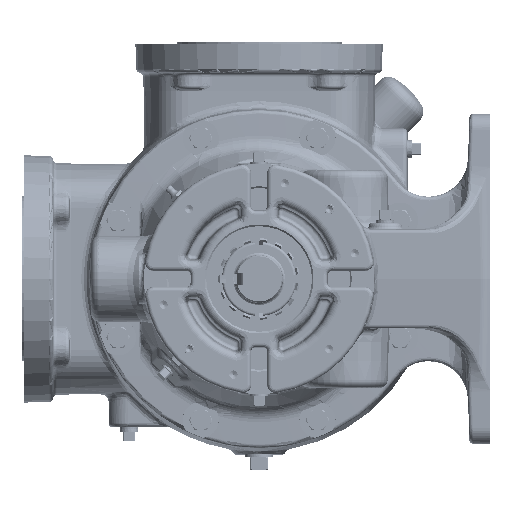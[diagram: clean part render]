
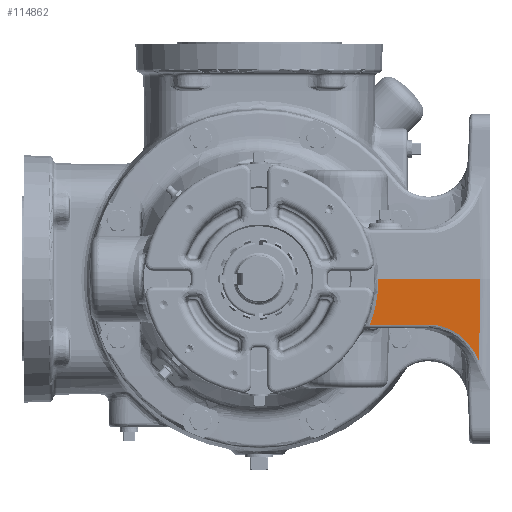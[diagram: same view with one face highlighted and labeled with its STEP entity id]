
A CAD part, left-side view. The second image highlights one B-rep face of the part: STEP entity #114862.
In plain terms, the highlighted planar face has unit normal (-0.642, -0.766, -0.035).
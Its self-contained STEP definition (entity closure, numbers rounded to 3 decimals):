
#5 =( BOUNDED_CURVE ( )  B_SPLINE_CURVE ( 3, ( #227763, #347827, #378874, #78406 ),
 .UNSPECIFIED., .F., .F. ) 
 B_SPLINE_CURVE_WITH_KNOTS ( ( 4, 4 ),
 ( 1.625, 2.7 ),
 .UNSPECIFIED. ) 
 CURVE ( )  GEOMETRIC_REPRESENTATION_ITEM ( )  RATIONAL_B_SPLINE_CURVE ( ( 1., 0.906, 0.906, 1. ) ) 
 REPRESENTATION_ITEM ( '' )  );
#781 = LINE ( 'NONE', #355551, #61624 ) ;
#3959 = ORIENTED_EDGE ( 'NONE', *, *, #300949, .T. ) ;
#7090 = ORIENTED_EDGE ( 'NONE', *, *, #352244, .T. ) ;
#39473 = ORIENTED_EDGE ( 'NONE', *, *, #147977, .F. ) ;
#54287 = CARTESIAN_POINT ( 'NONE',  ( -244.95, -91.824, -12.04 ) ) ;
#54615 = DIRECTION ( 'NONE',  ( -0.642, -0.766, -0.035 ) ) ;
#61624 = VECTOR ( 'NONE', #89988, 1000. ) ;
#66560 = DIRECTION ( 'NONE',  ( 0.766, -0.643, 0. ) ) ;
#67540 = CARTESIAN_POINT ( 'NONE',  ( -149.757, -169.359, -63.389 ) ) ;
#78406 = CARTESIAN_POINT ( 'NONE',  ( -149.757, -169.359, -63.389 ) ) ;
#82823 =( BOUNDED_CURVE ( )  B_SPLINE_CURVE ( 3, ( #274670, #54287, #127259, #245577 ),
 .UNSPECIFIED., .F., .F. ) 
 B_SPLINE_CURVE_WITH_KNOTS ( ( 4, 4 ),
 ( 3.1, 3.454 ),
 .UNSPECIFIED. ) 
 CURVE ( )  GEOMETRIC_REPRESENTATION_ITEM ( )  RATIONAL_B_SPLINE_CURVE ( ( 1., 0.99, 0.99, 1. ) ) 
 REPRESENTATION_ITEM ( '' )  );
#89988 = DIRECTION ( 'NONE',  ( -0.035, -0.016, 0.999 ) ) ;
#114862 = ADVANCED_FACE ( 'Defeatured_0_1754', ( #227319 ), #318345, .T. ) ;
#122541 = VERTEX_POINT ( 'NONE', #282449 ) ;
#127259 = CARTESIAN_POINT ( 'NONE',  ( -246.892, -89.654, -23.882 ) ) ;
#127837 = CARTESIAN_POINT ( 'NONE',  ( -245.542, -91.876, 0. ) ) ;
#143604 = DIRECTION ( 'NONE',  ( 0.766, -0.643, 0. ) ) ;
#147977 = EDGE_CURVE ( 'NONE', #264335, #122541, #296673, .T. ) ;
#148650 = CARTESIAN_POINT ( 'NONE',  ( -197.121, -130.903, -35.158 ) ) ;
#149332 = CARTESIAN_POINT ( 'NONE',  ( -136.924, -183.017, 0. ) ) ;
#163387 = LINE ( 'NONE', #367004, #166382 ) ;
#166382 = VECTOR ( 'NONE', #66560, 1000. ) ;
#193506 = VERTEX_POINT ( 'NONE', #67540 ) ;
#218595 = VECTOR ( 'NONE', #143604, 1000. ) ;
#227319 = FACE_OUTER_BOUND ( 'NONE', #340884, .T. ) ;
#227420 = CARTESIAN_POINT ( 'NONE',  ( -251.307, -85.435, -35.158 ) ) ;
#227763 = CARTESIAN_POINT ( 'NONE',  ( -197.121, -130.903, -35.158 ) ) ;
#231159 = CARTESIAN_POINT ( 'NONE',  ( -136.924, -183.017, 0. ) ) ;
#241458 = ORIENTED_EDGE ( 'NONE', *, *, #272902, .T. ) ;
#245577 = CARTESIAN_POINT ( 'NONE',  ( -251.307, -85.435, -35.158 ) ) ;
#251972 = VERTEX_POINT ( 'NONE', #148650 ) ;
#258321 = DIRECTION ( 'NONE',  ( 0.766, -0.643, 0. ) ) ;
#264335 = VERTEX_POINT ( 'NONE', #127837 ) ;
#272902 = EDGE_CURVE ( 'NONE', #193506, #122541, #781, .T. ) ;
#274670 = CARTESIAN_POINT ( 'NONE',  ( -245.542, -91.876, 0. ) ) ;
#282449 = CARTESIAN_POINT ( 'NONE',  ( -151.971, -170.391, 0. ) ) ;
#296673 = LINE ( 'NONE', #149332, #218595 ) ;
#300949 = EDGE_CURVE ( 'NONE', #264335, #316043, #82823, .T. ) ;
#306785 = ORIENTED_EDGE ( 'NONE', *, *, #350043, .T. ) ;
#316043 = VERTEX_POINT ( 'NONE', #227420 ) ;
#318345 = PLANE ( 'NONE',  #364447 ) ;
#340884 = EDGE_LOOP ( 'NONE', ( #39473, #3959, #306785, #7090, #241458 ) ) ;
#347827 = CARTESIAN_POINT ( 'NONE',  ( -176.835, -147.926, -35.158 ) ) ;
#350043 = EDGE_CURVE ( 'NONE', #316043, #251972, #163387, .T. ) ;
#352244 = EDGE_CURVE ( 'NONE', #251972, #193506, #5, .T. ) ;
#355551 = CARTESIAN_POINT ( 'NONE',  ( -151.967, -170.39, -0.096 ) ) ;
#364447 = AXIS2_PLACEMENT_3D ( 'NONE', #231159, #54615, #258321 ) ;
#367004 = CARTESIAN_POINT ( 'NONE',  ( -136.135, -182.077, -35.158 ) ) ;
#378874 = CARTESIAN_POINT ( 'NONE',  ( -159.408, -162.074, -45.545 ) ) ;
